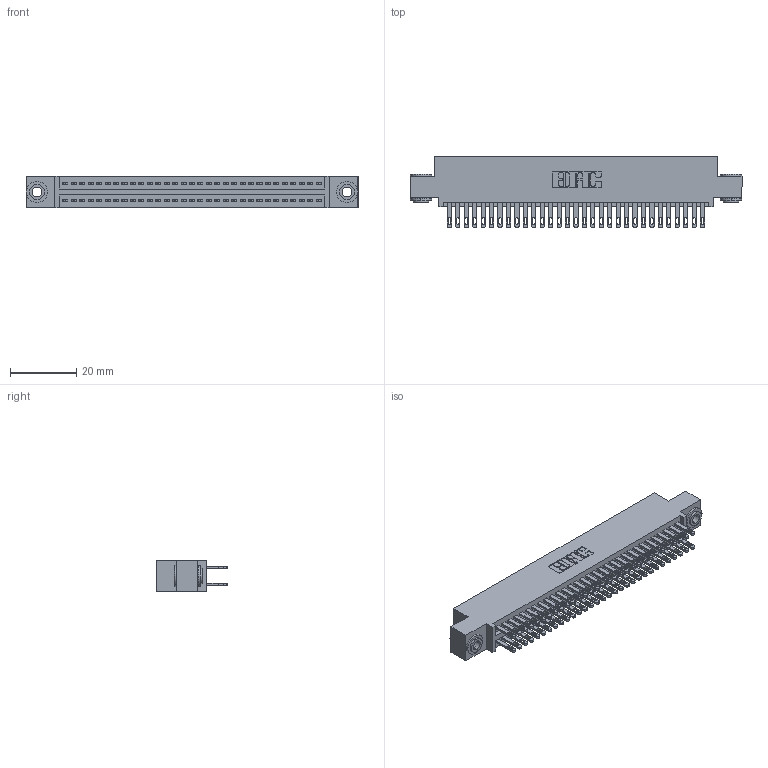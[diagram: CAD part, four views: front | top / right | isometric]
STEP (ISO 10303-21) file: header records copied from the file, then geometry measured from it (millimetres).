
FILE_DESCRIPTION (( 'STEP AP203' ), '1' );
FILE_NAME ('345-062-500-503.STEP', '2018-09-27T10:41:02', ( '' ), ( '' ), 'SwSTEP 2.0', 'SolidWorks 2016', '' );
FILE_SCHEMA (( 'CONFIG_CONTROL_DESIGN' ));
Length unit declared in the file: inch
Products named in the file (4): 345-250-002_345-250-002-102; 345-062-500-503; 345-292-001_345-293-100; 345 Part_0.110 Offset - 0.156 Dia-TH
Assembly tree (65 placements, depth 2):
  345-062-500-503
    345 Part_0.110 Offset - 0.156 Dia-TH
    345-292-001_345-293-100  x62
    345-250-002_345-250-002-102  x2
Bounding box: 99.95 x 21.51 x 9.4 mm (x, y, z)
Volume: 9742.5 mm3; surface area: 15118.1 mm2
Topology: 65 solids, 65 shells, 3020 faces, 9171 edges, 6110 vertices
Faces by surface type: plane 1768, cylinder 1244, cone 8
Entity records: 26516 total; most frequent: CARTESIAN_POINT 4431, ORIENTED_EDGE 4358, DIRECTION 3953, EDGE_CURVE 2179, LINE 1895, VECTOR 1895, VERTEX_POINT 1450, AXIS2_PLACEMENT_3D 1029
